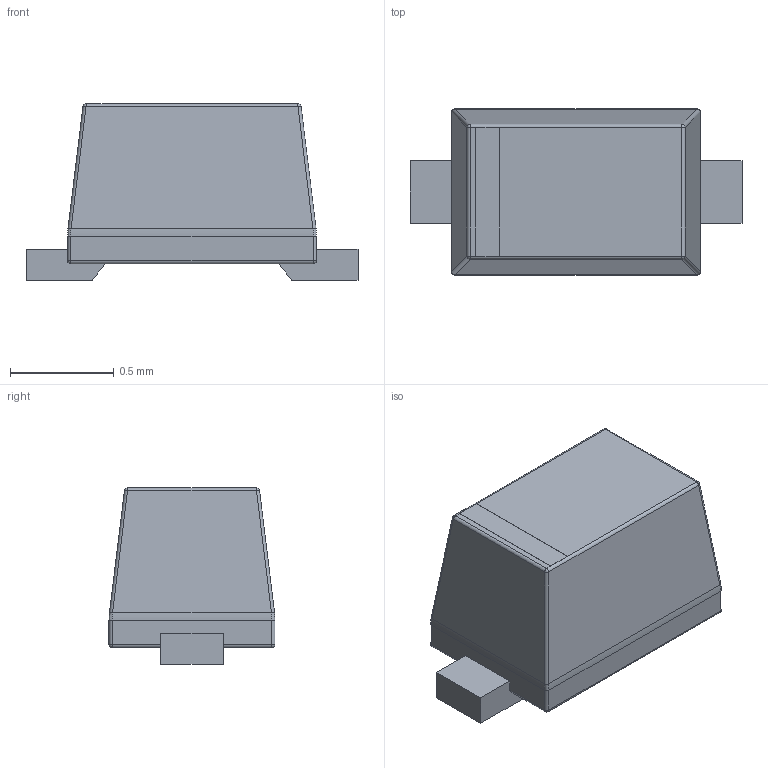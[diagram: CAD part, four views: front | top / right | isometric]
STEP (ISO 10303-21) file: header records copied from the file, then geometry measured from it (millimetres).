
FILE_DESCRIPTION(/* description */ (''),/* implementation_level */ '2;1');
FILE_NAME(/* name */ 'SOD-523.step',/* time_stamp */ '2019-12-02T16:13:01+00:00',/* author */ (''),/* organization */ (''),/* preprocessor_version */ 'ST-DEVELOPER v18',/* originating_system */ 'Autodesk Translation Framework v8.12.0.6',/* authorisation */ '');
FILE_SCHEMA (('AUTOMOTIVE_DESIGN { 1 0 10303 214 3 1 1 }'));
Length unit declared in the file: millimetre
Products named in the file (1): SOD-523
Bounding box: 1.6 x 0.8 x 0.85 mm (x, y, z)
Volume: 0.7 mm3; surface area: 5 mm2
Topology: 1 solids, 1 shells, 62 faces, 136 edges, 76 vertices
Faces by surface type: plane 28, cylinder 22, sphere 8, bspline 4
Entity records: 1816 total; most frequent: CARTESIAN_POINT 351, DIRECTION 298, ORIENTED_EDGE 272, EDGE_CURVE 136, AXIS2_PLACEMENT_3D 103, LINE 92, VECTOR 92, VERTEX_POINT 76
